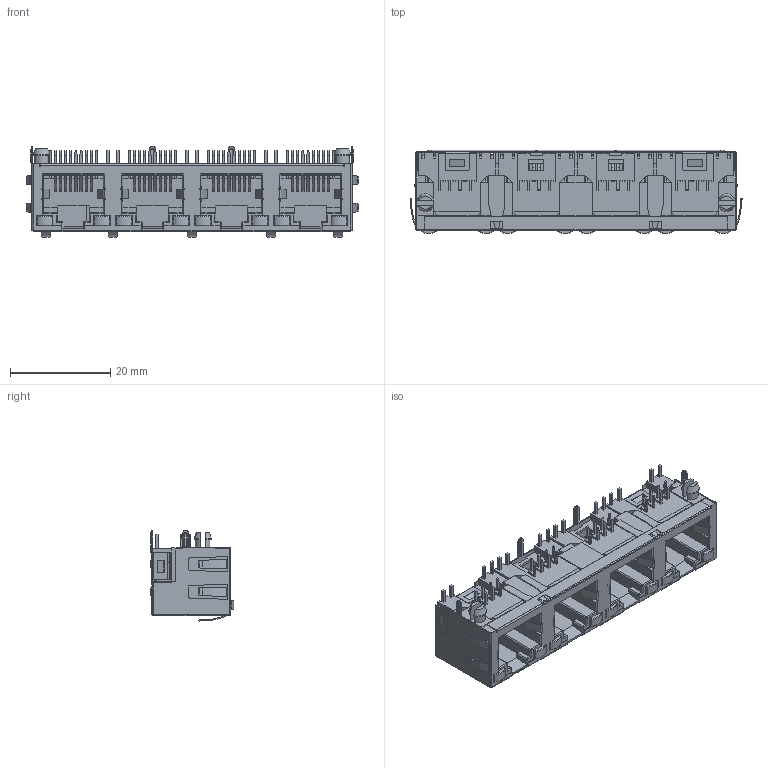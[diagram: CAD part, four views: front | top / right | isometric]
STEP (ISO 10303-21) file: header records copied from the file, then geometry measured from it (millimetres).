
FILE_DESCRIPTION( ( 'Unknown' ), '1' );
FILE_NAME( '615032137921.stp', 'Unknown', ( 'Unknown' ), ( 'Unknown' ), 'PSStep 17.0.49', 'Unknown', ' ' );
FILE_SCHEMA( ( 'AUTOMOTIVE_DESIGN { 1 0 10303 214 1 1 1 1 }' ) );
Length unit declared in the file: millimetre
Products named in the file (9): Assem1; Shielding; Insulator_1; Insulator_2; LED_green; LED_yellow; Pin_Short; Pin_long; Insulator_3
Assembly tree (50 placements, depth 2):
  Assem1
    Shielding
    Insulator_1
    Insulator_2  x4
    LED_green  x4
    LED_yellow  x4
    Pin_Short  x16
    Pin_long  x16
    Insulator_3  x4
Bounding box: 66.13 x 16.59 x 18.12 mm (x, y, z)
Volume: 6487.8 mm3; surface area: 18872.2 mm2
Topology: 50 solids, 50 shells, 3284 faces, 9190 edges, 5880 vertices
Faces by surface type: plane 2286, cylinder 820, bspline 94, sphere 48, torus 32, cone 4
Entity records: 75178 total; most frequent: CARTESIAN_POINT 13200, ORIENTED_EDGE 10208, DIRECTION 9234, EDGE_CURVE 5104, LINE 4078, VECTOR 4078, VERTEX_POINT 3258, AXIS2_PLACEMENT_3D 2578
